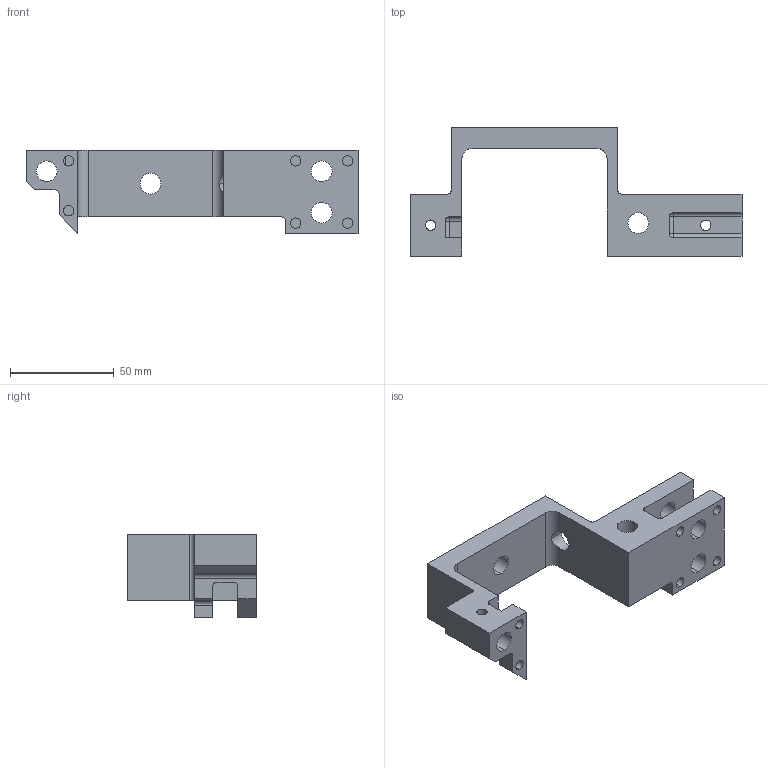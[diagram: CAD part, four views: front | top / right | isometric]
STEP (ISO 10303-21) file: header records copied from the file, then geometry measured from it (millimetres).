
FILE_DESCRIPTION (( 'STEP AP203' ), '1' );
FILE_NAME ('FixationBatiDroite.STEP', '2016-11-15T09:22:59', ( '' ), ( '' ), 'SwSTEP 2.0', 'SolidWorks 2014', '' );
FILE_SCHEMA (( 'CONFIG_CONTROL_DESIGN' ));
Length unit declared in the file: millimetre
Products named in the file (1): FixationBatiDroite
Bounding box: 160 x 62 x 40 mm (x, y, z)
Volume: 95041.9 mm3; surface area: 30689.6 mm2
Topology: 1 solids, 1 shells, 99 faces, 294 edges, 185 vertices
Faces by surface type: cylinder 56, plane 38, sphere 5
Entity records: 3574 total; most frequent: CARTESIAN_POINT 736, DIRECTION 587, ORIENTED_EDGE 578, EDGE_CURVE 289, AXIS2_PLACEMENT_3D 208, VERTEX_POINT 185, VECTOR 171, LINE 171
